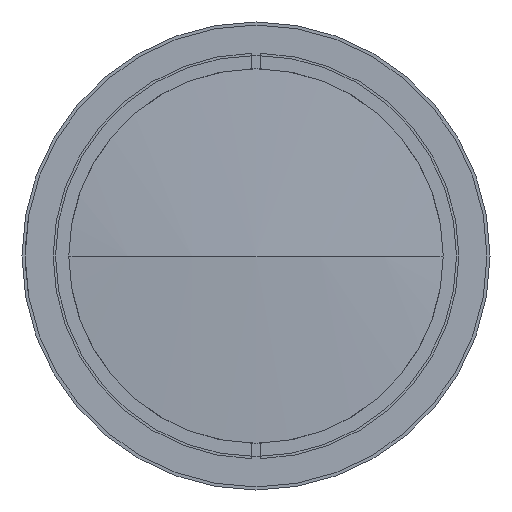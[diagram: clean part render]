
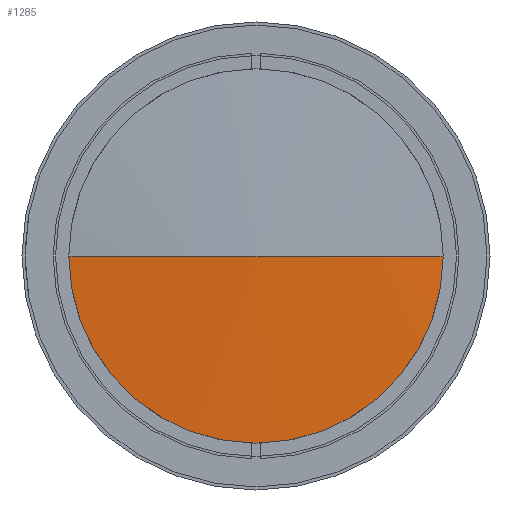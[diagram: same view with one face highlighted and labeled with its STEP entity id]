
A CAD part, left-side view. The second image highlights one B-rep face of the part: STEP entity #1285.
In plain terms, the highlighted spherical face has radius 327.942 mm.
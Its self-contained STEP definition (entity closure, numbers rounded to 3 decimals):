
#350 = DIRECTION ( 'NONE',  ( 1., 0., 0. ) ) ;
#753 = AXIS2_PLACEMENT_3D ( 'NONE', #8303, #3062, #4142 ) ;
#907 = DIRECTION ( 'NONE',  ( -1., 0., 0. ) ) ;
#1285 = ADVANCED_FACE ( 'NONE', ( #2993 ), #9253, .T. ) ;
#1350 = DIRECTION ( 'NONE',  ( 0., 0., 1. ) ) ;
#2827 = DIRECTION ( 'NONE',  ( 0., 0., 1. ) ) ;
#2993 = FACE_OUTER_BOUND ( 'NONE', #5763, .T. ) ;
#3062 = DIRECTION ( 'NONE',  ( 0., 0., -1. ) ) ;
#3101 = AXIS2_PLACEMENT_3D ( 'NONE', #10545, #1350, #350 ) ;
#3139 = CARTESIAN_POINT ( 'NONE',  ( 1.448, -30.788, 0. ) ) ;
#3227 = CIRCLE ( 'NONE', #10725, 30.788 ) ;
#3259 = DIRECTION ( 'NONE',  ( 0., 1., 0. ) ) ;
#3514 = ORIENTED_EDGE ( 'NONE', *, *, #4332, .T. ) ;
#4142 = DIRECTION ( 'NONE',  ( 0., 1., 0. ) ) ;
#4332 = EDGE_CURVE ( 'NONE', #12772, #6305, #8484, .T. ) ;
#4351 = VERTEX_POINT ( 'NONE', #5154 ) ;
#4660 = CARTESIAN_POINT ( 'NONE',  ( 1.448, 0., 0. ) ) ;
#4868 = DIRECTION ( 'NONE',  ( -1., 0., 0. ) ) ;
#5154 = CARTESIAN_POINT ( 'NONE',  ( 1.448, 0., -30.788 ) ) ;
#5763 = EDGE_LOOP ( 'NONE', ( #7772, #7775, #3514, #9237 ) ) ;
#6287 = VERTEX_POINT ( 'NONE', #9618 ) ;
#6305 = VERTEX_POINT ( 'NONE', #7616 ) ;
#6512 = CIRCLE ( 'NONE', #9104, 30.788 ) ;
#7196 = CIRCLE ( 'NONE', #3101, 327.942 ) ;
#7365 = AXIS2_PLACEMENT_3D ( 'NONE', #11453, #11320, #3259 ) ;
#7616 = CARTESIAN_POINT ( 'NONE',  ( 0., 0., 0. ) ) ;
#7772 = ORIENTED_EDGE ( 'NONE', *, *, #8276, .T. ) ;
#7775 = ORIENTED_EDGE ( 'NONE', *, *, #12202, .T. ) ;
#8276 = EDGE_CURVE ( 'NONE', #6287, #4351, #6512, .T. ) ;
#8303 = CARTESIAN_POINT ( 'NONE',  ( 327.942, 0., 0. ) ) ;
#8484 = CIRCLE ( 'NONE', #753, 327.942 ) ;
#9104 = AXIS2_PLACEMENT_3D ( 'NONE', #9903, #907, #9115 ) ;
#9115 = DIRECTION ( 'NONE',  ( 0., 0., 1. ) ) ;
#9237 = ORIENTED_EDGE ( 'NONE', *, *, #9258, .F. ) ;
#9253 = SPHERICAL_SURFACE ( 'NONE', #7365, 327.942 ) ;
#9258 = EDGE_CURVE ( 'NONE', #6287, #6305, #7196, .T. ) ;
#9618 = CARTESIAN_POINT ( 'NONE',  ( 1.448, 30.788, 0. ) ) ;
#9903 = CARTESIAN_POINT ( 'NONE',  ( 1.448, 0., 0. ) ) ;
#10545 = CARTESIAN_POINT ( 'NONE',  ( 327.942, 0., 0. ) ) ;
#10725 = AXIS2_PLACEMENT_3D ( 'NONE', #4660, #4868, #2827 ) ;
#11320 = DIRECTION ( 'NONE',  ( 0., 0., -1. ) ) ;
#11453 = CARTESIAN_POINT ( 'NONE',  ( 327.942, 0., 0. ) ) ;
#12202 = EDGE_CURVE ( 'NONE', #4351, #12772, #3227, .T. ) ;
#12772 = VERTEX_POINT ( 'NONE', #3139 ) ;
